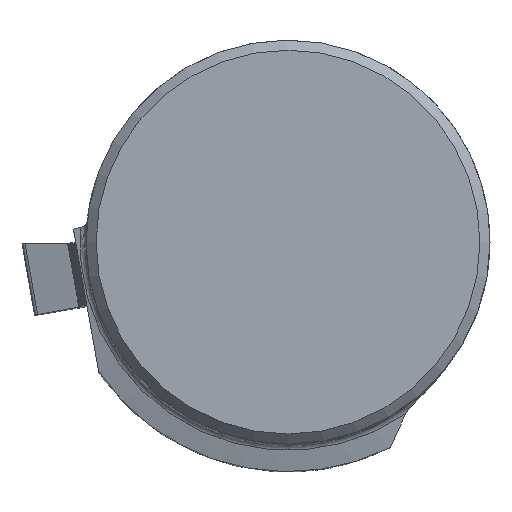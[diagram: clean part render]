
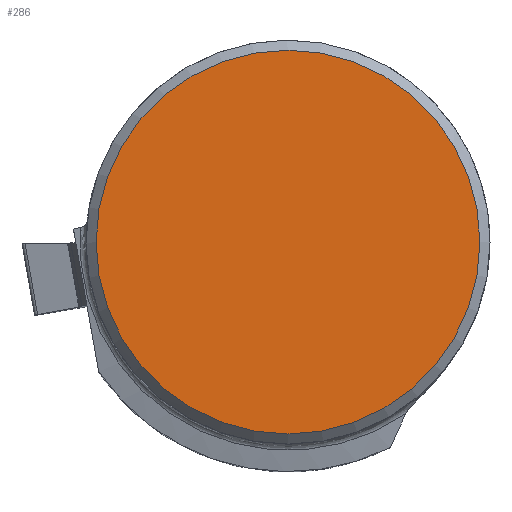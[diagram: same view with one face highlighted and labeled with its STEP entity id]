
A CAD part, top view. The second image highlights one B-rep face of the part: STEP entity #286.
In plain terms, the highlighted planar face has unit normal (0, 0, 1).
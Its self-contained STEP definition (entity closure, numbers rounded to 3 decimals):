
#204=CIRCLE('',#2140,19.);
#286=ADVANCED_FACE('',(#430),#346,.F.);
#346=PLANE('',#2142);
#430=FACE_OUTER_BOUND('',#533,.T.);
#533=EDGE_LOOP('',(#1372));
#1372=ORIENTED_EDGE('',*,*,#1867,.F.);
#1610=VERTEX_POINT('',#3492);
#1867=EDGE_CURVE('',#1610,#1610,#204,.T.);
#2140=AXIS2_PLACEMENT_3D('',#3491,#2638,#2639);
#2142=AXIS2_PLACEMENT_3D('',#3494,#2642,#2643);
#2638=DIRECTION('',(0.,0.,-1.));
#2639=DIRECTION('',(1.,0.,0.));
#2642=DIRECTION('',(0.,0.,-1.));
#2643=DIRECTION('',(-1.,0.,0.));
#3491=CARTESIAN_POINT('',(0.,0.,0.325));
#3492=CARTESIAN_POINT('',(19.,0.,0.325));
#3494=CARTESIAN_POINT('',(0.,19.,0.325));
